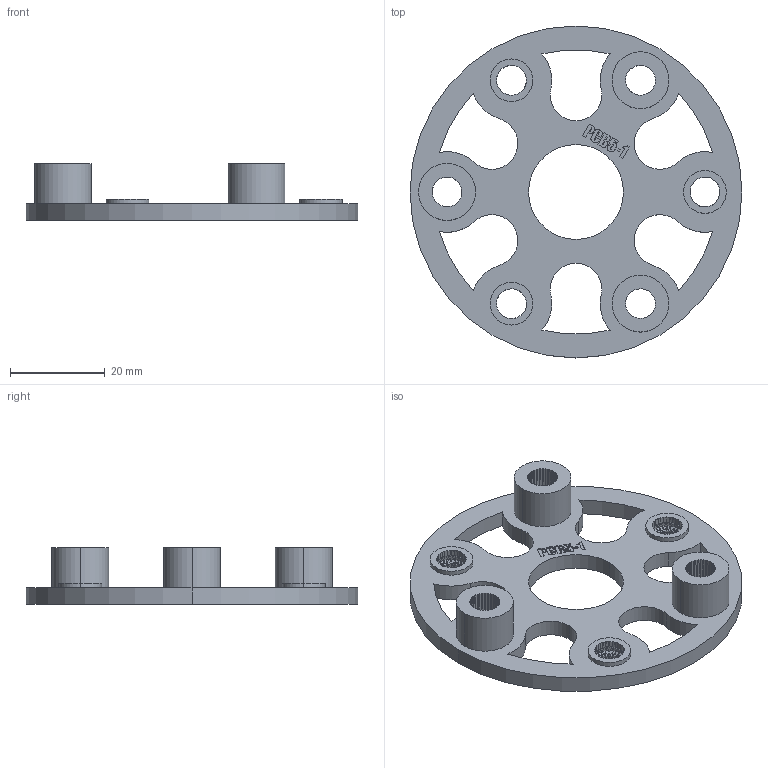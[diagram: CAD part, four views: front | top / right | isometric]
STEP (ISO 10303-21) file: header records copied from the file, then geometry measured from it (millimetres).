
FILE_DESCRIPTION (( 'STEP AP203' ), '1' );
FILE_NAME ('planet_carrier_bottom_5-1.step', '2023-07-13T23:07:30', ( '' ), ( '' ), 'SwSTEP 2.0', 'SolidWorks 2023', '' );
FILE_SCHEMA (( 'CONFIG_CONTROL_DESIGN' ));
Length unit declared in the file: millimetre
Products named in the file (1): planet_carrier_bottom_5-1
Bounding box: 70 x 70 x 12 mm (x, y, z)
Volume: 10596 mm3; surface area: 9054.4 mm2
Topology: 1 solids, 1 shells, 2277 faces, 3936 edges, 1676 vertices
Faces by surface type: plane 2197, cylinder 48, bspline 32
Entity records: 51319 total; most frequent: CARTESIAN_POINT 10050, DIRECTION 8460, ORIENTED_EDGE 7872, EDGE_CURVE 3936, LINE 3776, VECTOR 3776, AXIS2_PLACEMENT_3D 2342, EDGE_LOOP 2318
